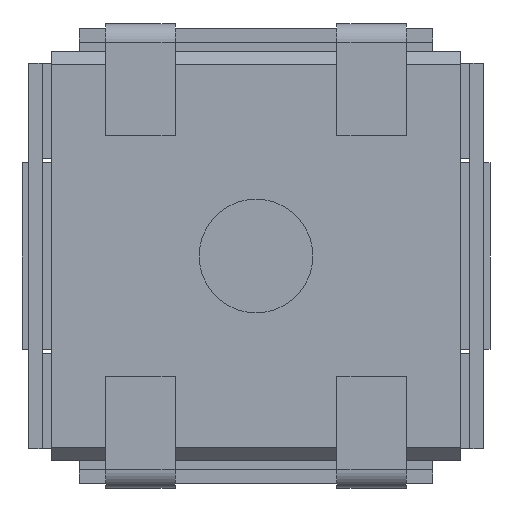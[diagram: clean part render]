
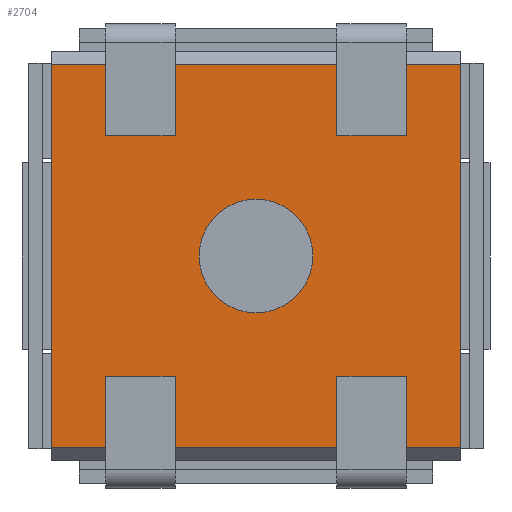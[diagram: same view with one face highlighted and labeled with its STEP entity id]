
A CAD part, front view. The second image highlights one B-rep face of the part: STEP entity #2704.
In plain terms, the highlighted planar face has unit normal (0, -1, 0).
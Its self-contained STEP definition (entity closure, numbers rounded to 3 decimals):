
#7 = CARTESIAN_POINT ( 'NONE',  ( -2.25, -1.09, 2.1 ) ) ;
#241 = VERTEX_POINT ( 'NONE', #7 ) ;
#327 = EDGE_CURVE ( 'NONE', #764, #4534, #4072, .T. ) ;
#392 = DIRECTION ( 'NONE',  ( 0., 0., 1. ) ) ;
#547 = ORIENTED_EDGE ( 'NONE', *, *, #5825, .F. ) ;
#585 = DIRECTION ( 'NONE',  ( 0., 0., -1. ) ) ;
#764 = VERTEX_POINT ( 'NONE', #4776 ) ;
#819 = AXIS2_PLACEMENT_3D ( 'NONE', #4661, #5604, #585 ) ;
#864 = EDGE_LOOP ( 'NONE', ( #3229, #4809, #1297, #3121 ) ) ;
#1229 = ORIENTED_EDGE ( 'NONE', *, *, #3831, .F. ) ;
#1297 = ORIENTED_EDGE ( 'NONE', *, *, #3296, .F. ) ;
#1366 = AXIS2_PLACEMENT_3D ( 'NONE', #2149, #3970, #4415 ) ;
#1434 = DIRECTION ( 'NONE',  ( 1., 0., 0. ) ) ;
#1487 = CIRCLE ( 'NONE', #819, 0.625 ) ;
#1609 = DIRECTION ( 'NONE',  ( 0., 0., -1. ) ) ;
#1788 = CIRCLE ( 'NONE', #1366, 0.625 ) ;
#1893 = VERTEX_POINT ( 'NONE', #5718 ) ;
#1897 = DIRECTION ( 'NONE',  ( 0., 0., 1. ) ) ;
#2008 = LINE ( 'NONE', #5157, #5266 ) ;
#2018 = AXIS2_PLACEMENT_3D ( 'NONE', #2405, #5493, #1897 ) ;
#2109 = FACE_BOUND ( 'NONE', #2806, .T. ) ;
#2149 = CARTESIAN_POINT ( 'NONE',  ( 0., -1.09, 0. ) ) ;
#2264 = LINE ( 'NONE', #5780, #5441 ) ;
#2405 = CARTESIAN_POINT ( 'NONE',  ( 0., -1.09, 0. ) ) ;
#2525 = DIRECTION ( 'NONE',  ( -1., 0., 0. ) ) ;
#2704 = ADVANCED_FACE ( 'NONE', ( #2109, #4933 ), #4619, .F. ) ;
#2773 = CARTESIAN_POINT ( 'NONE',  ( 0., -1.09, -2.1 ) ) ;
#2806 = EDGE_LOOP ( 'NONE', ( #547, #1229 ) ) ;
#3080 = LINE ( 'NONE', #3382, #3794 ) ;
#3121 = ORIENTED_EDGE ( 'NONE', *, *, #3708, .T. ) ;
#3229 = ORIENTED_EDGE ( 'NONE', *, *, #5544, .F. ) ;
#3296 = EDGE_CURVE ( 'NONE', #4767, #4534, #2008, .T. ) ;
#3382 = CARTESIAN_POINT ( 'NONE',  ( 0., -1.09, 2.1 ) ) ;
#3708 = EDGE_CURVE ( 'NONE', #4767, #241, #3080, .T. ) ;
#3761 = CARTESIAN_POINT ( 'NONE',  ( 2.25, -1.09, 2.1 ) ) ;
#3794 = VECTOR ( 'NONE', #2525, 1000. ) ;
#3831 = EDGE_CURVE ( 'NONE', #5727, #1893, #1788, .T. ) ;
#3970 = DIRECTION ( 'NONE',  ( 0., -1., 0. ) ) ;
#4072 = LINE ( 'NONE', #2773, #4501 ) ;
#4110 = CARTESIAN_POINT ( 'NONE',  ( 2.25, -1.09, -2.1 ) ) ;
#4158 = CARTESIAN_POINT ( 'NONE',  ( 0., -1.09, 0.625 ) ) ;
#4415 = DIRECTION ( 'NONE',  ( 0., 0., -1. ) ) ;
#4501 = VECTOR ( 'NONE', #1434, 1000. ) ;
#4534 = VERTEX_POINT ( 'NONE', #4110 ) ;
#4619 = PLANE ( 'NONE',  #2018 ) ;
#4661 = CARTESIAN_POINT ( 'NONE',  ( 0., -1.09, 0. ) ) ;
#4767 = VERTEX_POINT ( 'NONE', #3761 ) ;
#4776 = CARTESIAN_POINT ( 'NONE',  ( -2.25, -1.09, -2.1 ) ) ;
#4809 = ORIENTED_EDGE ( 'NONE', *, *, #327, .T. ) ;
#4933 = FACE_OUTER_BOUND ( 'NONE', #864, .T. ) ;
#5157 = CARTESIAN_POINT ( 'NONE',  ( 2.25, -1.09, -2.25 ) ) ;
#5266 = VECTOR ( 'NONE', #1609, 1000. ) ;
#5441 = VECTOR ( 'NONE', #392, 1000. ) ;
#5493 = DIRECTION ( 'NONE',  ( 0., 1., 0. ) ) ;
#5544 = EDGE_CURVE ( 'NONE', #764, #241, #2264, .T. ) ;
#5604 = DIRECTION ( 'NONE',  ( 0., -1., 0. ) ) ;
#5718 = CARTESIAN_POINT ( 'NONE',  ( 0., -1.09, -0.625 ) ) ;
#5727 = VERTEX_POINT ( 'NONE', #4158 ) ;
#5780 = CARTESIAN_POINT ( 'NONE',  ( -2.25, -1.09, -2.25 ) ) ;
#5825 = EDGE_CURVE ( 'NONE', #1893, #5727, #1487, .T. ) ;
